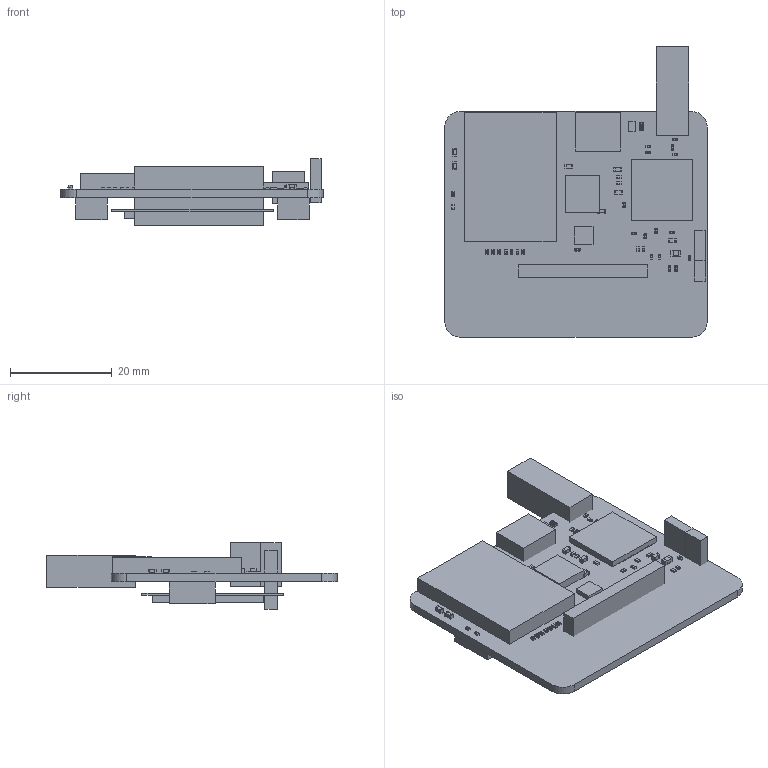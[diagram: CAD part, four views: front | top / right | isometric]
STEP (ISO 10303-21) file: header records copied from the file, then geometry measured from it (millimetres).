
FILE_DESCRIPTION(('Open CASCADE Model'),'2;1');
FILE_NAME('Open CASCADE Shape Model','2024-08-14T14:45:51',('Author'),( 'Open CASCADE'),'Open CASCADE STEP processor 7.5','Open CASCADE 7.5' ,'Unknown');
FILE_SCHEMA(('AUTOMOTIVE_DESIGN { 1 0 10303 214 1 1 1 1 }'));
Length unit declared in the file: millimetre
Products named in the file (87): PCB; Board; Open CASCADE STEP translator 7.5 1.1.1; LCD; 7349505936; Extruded; 7349505696; 7348178112; C8; User Library-0402C; C7; R6; User Library-R_0402; S2; 7349508256; S1; LED2; 7348175232; C4; U2; 7348174992; C6; User Library-cap_0603-1; C5; USB1; 7348154448; R9; R8; L2; User Library-FB_1608-1; User Library-FB_1608-1_Pad001; User Library-FB_1608-1_Cut; C21; C18; C16; J1; 7348153968; 7348153728; U3; 7348152608 ...
Assembly tree (119 placements, depth 4):
  PCB
    Board
      Open CASCADE STEP translator 7.5 1.1.1
    LCD
      7349505936
        Extruded
      7349505696
        Extruded
      7348178112
        Extruded
    C8
      User Library-0402C
    C7
      User Library-0402C
    R6
      User Library-R_0402
    S2
      7349508256
        Extruded
    S1
      7349508256
        Extruded
    LED2
      7348175232
        Extruded
    C4
      User Library-0402C
    U2
      7348174992
        Extruded
    C6
      User Library-cap_0603-1
    C5
      User Library-cap_0603-1
    USB1
      7348154448
        Extruded
    R9
      User Library-R_0402
    R8
      User Library-R_0402
    L2
      User Library-FB_1608-1
        User Library-FB_1608-1_Pad001
        User Library-FB_1608-1_Cut
    C21
      User Library-0402C
    C18
      User Library-0402C
    C16
      User Library-0402C
    J1
      7348153968
        Extruded
      7348153728
        Extruded
    U3
      7348152608
        Body
        Pins
Bounding box: 51.6 x 57.1 x 13.16 mm (x, y, z)
Volume: 9053.7 mm3; surface area: 12291.6 mm2
Topology: 155 solids, 155 shells, 3489 faces, 8008 edges, 4808 vertices
Faces by surface type: plane 1561, cylinder 894, bspline 826, revolution 168, sphere 40
Entity records: 38338 total; most frequent: CARTESIAN_POINT 9101, ORIENTED_EDGE 4800, DIRECTION 4313, EDGE_CURVE 2400, LINE 1765, VECTOR 1765, VERTEX_POINT 1520, AXIS2_PLACEMENT_3D 1270
